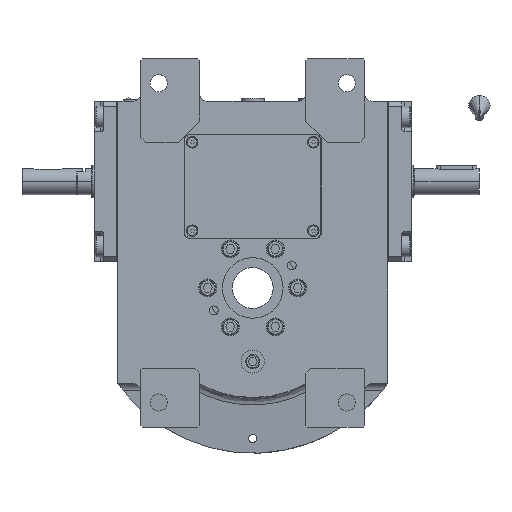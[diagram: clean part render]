
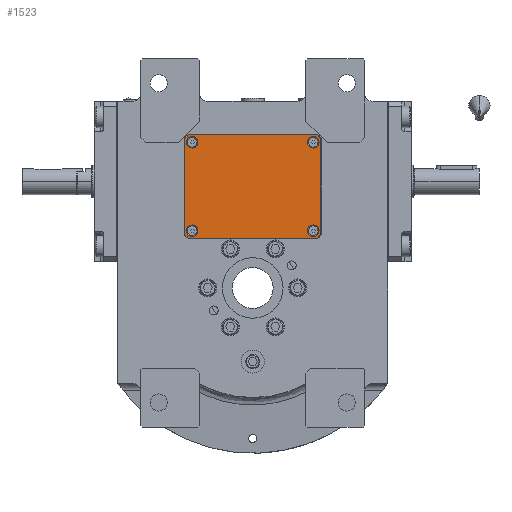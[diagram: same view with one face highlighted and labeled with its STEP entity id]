
A CAD part, front view. The second image highlights one B-rep face of the part: STEP entity #1523.
In plain terms, the highlighted face is planar.
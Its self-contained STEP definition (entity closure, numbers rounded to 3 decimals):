
#69 = AXIS2_PLACEMENT_3D ( 'NONE', #8955, #68519, #9311 ) ;
#494 = VERTEX_POINT ( 'NONE', #52156 ) ;
#547 = AXIS2_PLACEMENT_3D ( 'NONE', #35255, #66834, #18247 ) ;
#1210 = EDGE_CURVE ( 'NONE', #4591, #61830, #14640, .T. ) ;
#1271 = DIRECTION ( 'NONE',  ( 1., 0., 0. ) ) ;
#1523 = ADVANCED_FACE ( 'NONE', ( #19930, #52571, #40905, #47957, #14286 ), #57933, .T. ) ;
#1559 = EDGE_CURVE ( 'NONE', #34294, #52443, #57575, .T. ) ;
#1866 = AXIS2_PLACEMENT_3D ( 'NONE', #65527, #11647, #60940 ) ;
#3998 = ORIENTED_EDGE ( 'NONE', *, *, #68135, .T. ) ;
#4591 = VERTEX_POINT ( 'NONE', #47062 ) ;
#5704 = DIRECTION ( 'NONE',  ( 0., 0., 1. ) ) ;
#5727 = CARTESIAN_POINT ( 'NONE',  ( 41.5, -29.5, 3. ) ) ;
#6122 = ORIENTED_EDGE ( 'NONE', *, *, #58611, .F. ) ;
#6262 = LINE ( 'NONE', #17600, #31003 ) ;
#6411 = CARTESIAN_POINT ( 'NONE',  ( 41.5, -29.5, 3. ) ) ;
#6789 = CIRCLE ( 'NONE', #25996, 3.5 ) ;
#8003 = VECTOR ( 'NONE', #63234, 1000. ) ;
#8144 = EDGE_CURVE ( 'NONE', #27710, #4591, #49912, .T. ) ;
#8201 = VECTOR ( 'NONE', #42522, 1000. ) ;
#8604 = EDGE_CURVE ( 'NONE', #25602, #35902, #49126, .T. ) ;
#8955 = CARTESIAN_POINT ( 'NONE',  ( 0., 0., 3. ) ) ;
#9179 = CARTESIAN_POINT ( 'NONE',  ( 39.5, -31.5, 3. ) ) ;
#9311 = DIRECTION ( 'NONE',  ( 1., 0., 0. ) ) ;
#11647 = DIRECTION ( 'NONE',  ( 0., 0., 1. ) ) ;
#11873 = CARTESIAN_POINT ( 'NONE',  ( 37., 27., 3. ) ) ;
#13724 = DIRECTION ( 'NONE',  ( 1., 0., 0. ) ) ;
#13930 = EDGE_LOOP ( 'NONE', ( #48035, #27519 ) ) ;
#14286 = FACE_BOUND ( 'NONE', #13930, .T. ) ;
#14640 = LINE ( 'NONE', #46897, #52438 ) ;
#15451 = DIRECTION ( 'NONE',  ( 0., 0., 1. ) ) ;
#15613 = ORIENTED_EDGE ( 'NONE', *, *, #22354, .F. ) ;
#15756 = VERTEX_POINT ( 'NONE', #25386 ) ;
#17141 = LINE ( 'NONE', #32737, #55461 ) ;
#17600 = CARTESIAN_POINT ( 'NONE',  ( 41.5, 29.5, 3. ) ) ;
#18247 = DIRECTION ( 'NONE',  ( 1., 0., 0. ) ) ;
#18543 = AXIS2_PLACEMENT_3D ( 'NONE', #43121, #15451, #53743 ) ;
#18894 = ORIENTED_EDGE ( 'NONE', *, *, #1559, .T. ) ;
#18986 = CARTESIAN_POINT ( 'NONE',  ( 40.5, -27., 3. ) ) ;
#19209 = DIRECTION ( 'NONE',  ( 0., 0., 1. ) ) ;
#19930 = FACE_OUTER_BOUND ( 'NONE', #39945, .T. ) ;
#21176 = ORIENTED_EDGE ( 'NONE', *, *, #52147, .T. ) ;
#21611 = ORIENTED_EDGE ( 'NONE', *, *, #1210, .T. ) ;
#22354 = EDGE_CURVE ( 'NONE', #51688, #30645, #6789, .T. ) ;
#22780 = CARTESIAN_POINT ( 'NONE',  ( 37., -27., 3. ) ) ;
#22935 = EDGE_LOOP ( 'NONE', ( #63309, #15613 ) ) ;
#23108 = VERTEX_POINT ( 'NONE', #5727 ) ;
#23327 = VERTEX_POINT ( 'NONE', #37205 ) ;
#24556 = CARTESIAN_POINT ( 'NONE',  ( 39.5, 31.5, 3. ) ) ;
#25386 = CARTESIAN_POINT ( 'NONE',  ( 33.5, 27., 3. ) ) ;
#25602 = VERTEX_POINT ( 'NONE', #18986 ) ;
#25996 = AXIS2_PLACEMENT_3D ( 'NONE', #27655, #5704, #54653 ) ;
#26540 = CIRCLE ( 'NONE', #547, 3.5 ) ;
#26680 = CARTESIAN_POINT ( 'NONE',  ( -33.5, 27., 3. ) ) ;
#26851 = AXIS2_PLACEMENT_3D ( 'NONE', #29649, #67611, #13724 ) ;
#26961 = VERTEX_POINT ( 'NONE', #57301 ) ;
#27290 = CARTESIAN_POINT ( 'NONE',  ( 39.5, -31.5, 3. ) ) ;
#27519 = ORIENTED_EDGE ( 'NONE', *, *, #37010, .F. ) ;
#27626 = EDGE_CURVE ( 'NONE', #15756, #26961, #57870, .T. ) ;
#27655 = CARTESIAN_POINT ( 'NONE',  ( -37., 27., 3. ) ) ;
#27710 = VERTEX_POINT ( 'NONE', #24556 ) ;
#28031 = DIRECTION ( 'NONE',  ( 0., 1., 0. ) ) ;
#29642 = VERTEX_POINT ( 'NONE', #63867 ) ;
#29649 = CARTESIAN_POINT ( 'NONE',  ( 37., 27., 3. ) ) ;
#30209 = DIRECTION ( 'NONE',  ( -0.707, -0.707, 0. ) ) ;
#30512 = DIRECTION ( 'NONE',  ( -1., 0., 0. ) ) ;
#30645 = VERTEX_POINT ( 'NONE', #26680 ) ;
#30999 = ORIENTED_EDGE ( 'NONE', *, *, #8604, .F. ) ;
#31003 = VECTOR ( 'NONE', #40270, 1000. ) ;
#32737 = CARTESIAN_POINT ( 'NONE',  ( -41.5, -29.5, 3. ) ) ;
#33485 = DIRECTION ( 'NONE',  ( -1., 0., 0. ) ) ;
#34184 = CIRCLE ( 'NONE', #51186, 3.5 ) ;
#34294 = VERTEX_POINT ( 'NONE', #60674 ) ;
#35255 = CARTESIAN_POINT ( 'NONE',  ( -37., -27., 3. ) ) ;
#35902 = VERTEX_POINT ( 'NONE', #58511 ) ;
#37010 = EDGE_CURVE ( 'NONE', #29642, #23327, #44898, .T. ) ;
#37205 = CARTESIAN_POINT ( 'NONE',  ( -33.5, -27., 3. ) ) ;
#37250 = EDGE_CURVE ( 'NONE', #26961, #15756, #57475, .T. ) ;
#39945 = EDGE_LOOP ( 'NONE', ( #60167, #21176, #57765, #21611, #3998, #46263, #18894, #56173 ) ) ;
#40270 = DIRECTION ( 'NONE',  ( -0.707, 0.707, 0. ) ) ;
#40491 = DIRECTION ( 'NONE',  ( 0., 0., 1. ) ) ;
#40905 = FACE_BOUND ( 'NONE', #22935, .T. ) ;
#42522 = DIRECTION ( 'NONE',  ( 0., -1., 0. ) ) ;
#43121 = CARTESIAN_POINT ( 'NONE',  ( 37., -27., 3. ) ) ;
#43980 = LINE ( 'NONE', #27290, #69035 ) ;
#44898 = CIRCLE ( 'NONE', #1866, 3.5 ) ;
#45937 = VERTEX_POINT ( 'NONE', #68458 ) ;
#46263 = ORIENTED_EDGE ( 'NONE', *, *, #59722, .T. ) ;
#46649 = EDGE_CURVE ( 'NONE', #23327, #29642, #26540, .T. ) ;
#46897 = CARTESIAN_POINT ( 'NONE',  ( -39.5, 31.5, 3. ) ) ;
#47062 = CARTESIAN_POINT ( 'NONE',  ( -39.5, 31.5, 3. ) ) ;
#47373 = CIRCLE ( 'NONE', #68890, 3.5 ) ;
#47957 = FACE_BOUND ( 'NONE', #64193, .T. ) ;
#48035 = ORIENTED_EDGE ( 'NONE', *, *, #46649, .F. ) ;
#48536 = LINE ( 'NONE', #53856, #8201 ) ;
#48698 = DIRECTION ( 'NONE',  ( 0.707, -0.707, 0. ) ) ;
#48939 = DIRECTION ( 'NONE',  ( 0.707, 0.707, 0. ) ) ;
#49126 = CIRCLE ( 'NONE', #18543, 3.5 ) ;
#49912 = LINE ( 'NONE', #66566, #57757 ) ;
#51186 = AXIS2_PLACEMENT_3D ( 'NONE', #51485, #19209, #1271 ) ;
#51485 = CARTESIAN_POINT ( 'NONE',  ( -37., 27., 3. ) ) ;
#51688 = VERTEX_POINT ( 'NONE', #67655 ) ;
#52147 = EDGE_CURVE ( 'NONE', #494, #27710, #6262, .T. ) ;
#52156 = CARTESIAN_POINT ( 'NONE',  ( 41.5, 29.5, 3. ) ) ;
#52438 = VECTOR ( 'NONE', #30209, 1000. ) ;
#52443 = VERTEX_POINT ( 'NONE', #9179 ) ;
#52571 = FACE_BOUND ( 'NONE', #61335, .T. ) ;
#53743 = DIRECTION ( 'NONE',  ( 1., 0., 0. ) ) ;
#53856 = CARTESIAN_POINT ( 'NONE',  ( -41.5, 29.5, 3. ) ) ;
#54257 = EDGE_CURVE ( 'NONE', #23108, #494, #55010, .T. ) ;
#54546 = CARTESIAN_POINT ( 'NONE',  ( -41.5, 29.5, 3. ) ) ;
#54653 = DIRECTION ( 'NONE',  ( -1., 0., 0. ) ) ;
#55004 = VECTOR ( 'NONE', #28031, 1000. ) ;
#55010 = LINE ( 'NONE', #6411, #55004 ) ;
#55461 = VECTOR ( 'NONE', #48698, 1000. ) ;
#56173 = ORIENTED_EDGE ( 'NONE', *, *, #61395, .T. ) ;
#57301 = CARTESIAN_POINT ( 'NONE',  ( 40.5, 27., 3. ) ) ;
#57475 = CIRCLE ( 'NONE', #26851, 3.5 ) ;
#57575 = LINE ( 'NONE', #63588, #8003 ) ;
#57757 = VECTOR ( 'NONE', #59888, 1000. ) ;
#57765 = ORIENTED_EDGE ( 'NONE', *, *, #8144, .T. ) ;
#57870 = CIRCLE ( 'NONE', #65742, 3.5 ) ;
#57933 = PLANE ( 'NONE',  #69 ) ;
#58511 = CARTESIAN_POINT ( 'NONE',  ( 33.5, -27., 3. ) ) ;
#58611 = EDGE_CURVE ( 'NONE', #35902, #25602, #47373, .T. ) ;
#59722 = EDGE_CURVE ( 'NONE', #45937, #34294, #17141, .T. ) ;
#59888 = DIRECTION ( 'NONE',  ( -1., 0., 0. ) ) ;
#60139 = DIRECTION ( 'NONE',  ( 0., 0., 1. ) ) ;
#60167 = ORIENTED_EDGE ( 'NONE', *, *, #54257, .T. ) ;
#60674 = CARTESIAN_POINT ( 'NONE',  ( -39.5, -31.5, 3. ) ) ;
#60940 = DIRECTION ( 'NONE',  ( -1., 0., 0. ) ) ;
#61335 = EDGE_LOOP ( 'NONE', ( #64175, #64013 ) ) ;
#61395 = EDGE_CURVE ( 'NONE', #52443, #23108, #43980, .T. ) ;
#61830 = VERTEX_POINT ( 'NONE', #54546 ) ;
#63234 = DIRECTION ( 'NONE',  ( 1., 0., 0. ) ) ;
#63309 = ORIENTED_EDGE ( 'NONE', *, *, #67387, .F. ) ;
#63588 = CARTESIAN_POINT ( 'NONE',  ( -39.5, -31.5, 3. ) ) ;
#63867 = CARTESIAN_POINT ( 'NONE',  ( -40.5, -27., 3. ) ) ;
#64013 = ORIENTED_EDGE ( 'NONE', *, *, #27626, .F. ) ;
#64175 = ORIENTED_EDGE ( 'NONE', *, *, #37250, .F. ) ;
#64193 = EDGE_LOOP ( 'NONE', ( #30999, #6122 ) ) ;
#65527 = CARTESIAN_POINT ( 'NONE',  ( -37., -27., 3. ) ) ;
#65742 = AXIS2_PLACEMENT_3D ( 'NONE', #11873, #60139, #33485 ) ;
#66566 = CARTESIAN_POINT ( 'NONE',  ( 39.5, 31.5, 3. ) ) ;
#66834 = DIRECTION ( 'NONE',  ( 0., 0., 1. ) ) ;
#67387 = EDGE_CURVE ( 'NONE', #30645, #51688, #34184, .T. ) ;
#67611 = DIRECTION ( 'NONE',  ( 0., 0., 1. ) ) ;
#67655 = CARTESIAN_POINT ( 'NONE',  ( -40.5, 27., 3. ) ) ;
#68135 = EDGE_CURVE ( 'NONE', #61830, #45937, #48536, .T. ) ;
#68458 = CARTESIAN_POINT ( 'NONE',  ( -41.5, -29.5, 3. ) ) ;
#68519 = DIRECTION ( 'NONE',  ( 0., 0., 1. ) ) ;
#68890 = AXIS2_PLACEMENT_3D ( 'NONE', #22780, #40491, #30512 ) ;
#69035 = VECTOR ( 'NONE', #48939, 1000. ) ;
